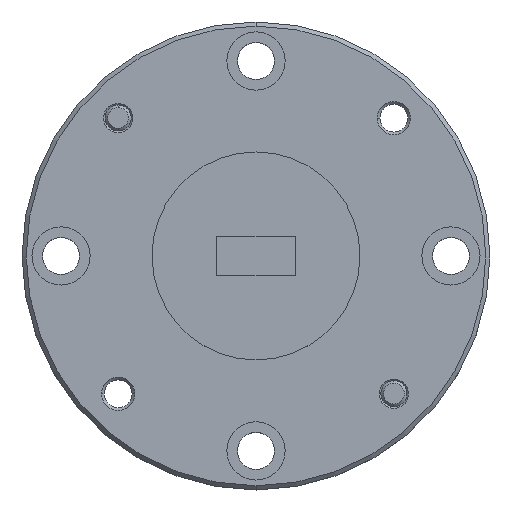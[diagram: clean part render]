
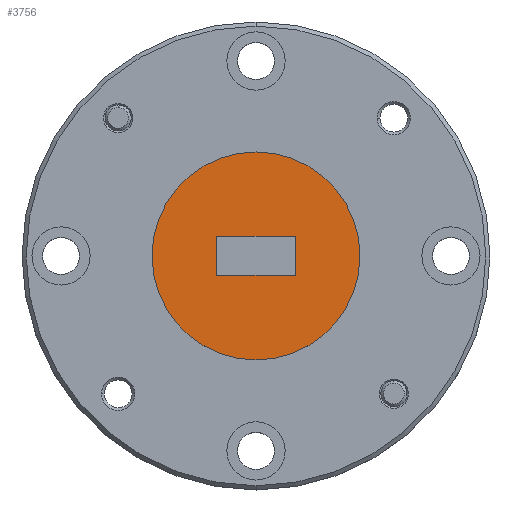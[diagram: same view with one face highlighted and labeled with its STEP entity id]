
A CAD part, top view. The second image highlights one B-rep face of the part: STEP entity #3756.
In plain terms, the highlighted planar face has unit normal (0, 0, 1).
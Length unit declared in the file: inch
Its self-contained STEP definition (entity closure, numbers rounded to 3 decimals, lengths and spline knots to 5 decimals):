
#17 = EDGE_LOOP ( 'NONE', ( #2833, #2646 ) ) ;
#27 = VERTEX_POINT ( 'NONE', #1104 ) ;
#111 = CARTESIAN_POINT ( 'NONE',  ( 0., 0., 0.16 ) ) ;
#112 = EDGE_CURVE ( 'NONE', #1101, #4101, #2962, .T. ) ;
#338 = DIRECTION ( 'NONE',  ( 0., 1., 0. ) ) ;
#403 = CARTESIAN_POINT ( 'NONE',  ( 0., 0.25, 0.16 ) ) ;
#622 = EDGE_CURVE ( 'NONE', #2370, #27, #3710, .T. ) ;
#658 = CARTESIAN_POINT ( 'NONE',  ( -0.094, -0.047, 0.16 ) ) ;
#669 = EDGE_CURVE ( 'NONE', #4338, #5304, #1079, .T. ) ;
#786 = FACE_BOUND ( 'NONE', #938, .T. ) ;
#938 = EDGE_LOOP ( 'NONE', ( #4581, #4158, #5563, #1162 ) ) ;
#1041 = CARTESIAN_POINT ( 'NONE',  ( -0.094, 0.047, 0.16 ) ) ;
#1079 = LINE ( 'NONE', #1942, #1951 ) ;
#1101 = VERTEX_POINT ( 'NONE', #2874 ) ;
#1104 = CARTESIAN_POINT ( 'NONE',  ( 0., -0.25, 0.16 ) ) ;
#1162 = ORIENTED_EDGE ( 'NONE', *, *, #2359, .F. ) ;
#1301 = LINE ( 'NONE', #2637, #3433 ) ;
#1509 = DIRECTION ( 'NONE',  ( 0., 0., 1. ) ) ;
#1538 = CARTESIAN_POINT ( 'NONE',  ( 0.094, 0.047, 0.16 ) ) ;
#1639 = PLANE ( 'NONE',  #1973 ) ;
#1660 = AXIS2_PLACEMENT_3D ( 'NONE', #4664, #1509, #1917 ) ;
#1837 = CARTESIAN_POINT ( 'NONE',  ( -0.094, 0.047, 0.16 ) ) ;
#1917 = DIRECTION ( 'NONE',  ( 0., -1., 0. ) ) ;
#1942 = CARTESIAN_POINT ( 'NONE',  ( -0.094, 0.047, 0.16 ) ) ;
#1951 = VECTOR ( 'NONE', #3254, 39.37008 ) ;
#1973 = AXIS2_PLACEMENT_3D ( 'NONE', #5645, #4311, #338 ) ;
#1993 = DIRECTION ( 'NONE',  ( 0., 0., 1. ) ) ;
#2029 = VECTOR ( 'NONE', #2848, 39.37008 ) ;
#2344 = CIRCLE ( 'NONE', #2524, 0.25 ) ;
#2359 = EDGE_CURVE ( 'NONE', #5304, #1101, #2668, .T. ) ;
#2370 = VERTEX_POINT ( 'NONE', #403 ) ;
#2448 = CARTESIAN_POINT ( 'NONE',  ( 0.094, -0.047, 0.16 ) ) ;
#2524 = AXIS2_PLACEMENT_3D ( 'NONE', #111, #1993, #3773 ) ;
#2637 = CARTESIAN_POINT ( 'NONE',  ( 0.094, 0.047, 0.16 ) ) ;
#2646 = ORIENTED_EDGE ( 'NONE', *, *, #622, .T. ) ;
#2668 = LINE ( 'NONE', #1837, #4672 ) ;
#2833 = ORIENTED_EDGE ( 'NONE', *, *, #5021, .T. ) ;
#2848 = DIRECTION ( 'NONE',  ( 1., 0., 0. ) ) ;
#2874 = CARTESIAN_POINT ( 'NONE',  ( -0.094, -0.047, 0.16 ) ) ;
#2962 = LINE ( 'NONE', #658, #2029 ) ;
#3254 = DIRECTION ( 'NONE',  ( -1., 0., 0. ) ) ;
#3433 = VECTOR ( 'NONE', #3516, 39.37008 ) ;
#3516 = DIRECTION ( 'NONE',  ( 0., 1., 0. ) ) ;
#3710 = CIRCLE ( 'NONE', #1660, 0.25 ) ;
#3756 = ADVANCED_FACE ( 'NONE', ( #786, #5319 ), #1639, .F. ) ;
#3773 = DIRECTION ( 'NONE',  ( 0., -1., 0. ) ) ;
#4101 = VERTEX_POINT ( 'NONE', #2448 ) ;
#4158 = ORIENTED_EDGE ( 'NONE', *, *, #4719, .F. ) ;
#4311 = DIRECTION ( 'NONE',  ( 0., 0., -1. ) ) ;
#4338 = VERTEX_POINT ( 'NONE', #1538 ) ;
#4581 = ORIENTED_EDGE ( 'NONE', *, *, #669, .F. ) ;
#4664 = CARTESIAN_POINT ( 'NONE',  ( 0., 0., 0.16 ) ) ;
#4672 = VECTOR ( 'NONE', #5363, 39.37008 ) ;
#4719 = EDGE_CURVE ( 'NONE', #4101, #4338, #1301, .T. ) ;
#5021 = EDGE_CURVE ( 'NONE', #27, #2370, #2344, .T. ) ;
#5304 = VERTEX_POINT ( 'NONE', #1041 ) ;
#5319 = FACE_OUTER_BOUND ( 'NONE', #17, .T. ) ;
#5363 = DIRECTION ( 'NONE',  ( 0., -1., 0. ) ) ;
#5563 = ORIENTED_EDGE ( 'NONE', *, *, #112, .F. ) ;
#5645 = CARTESIAN_POINT ( 'NONE',  ( 0., 0.25, 0.16 ) ) ;
